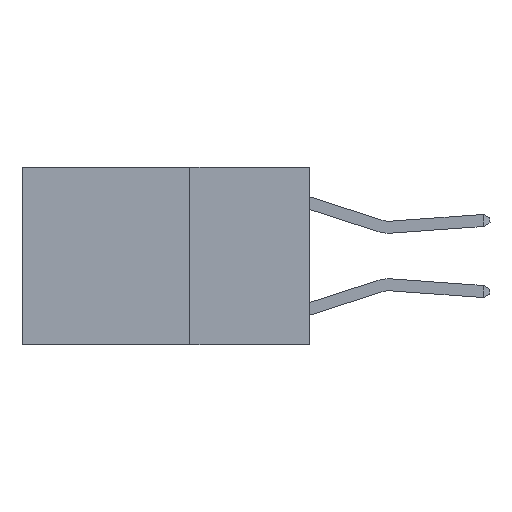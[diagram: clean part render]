
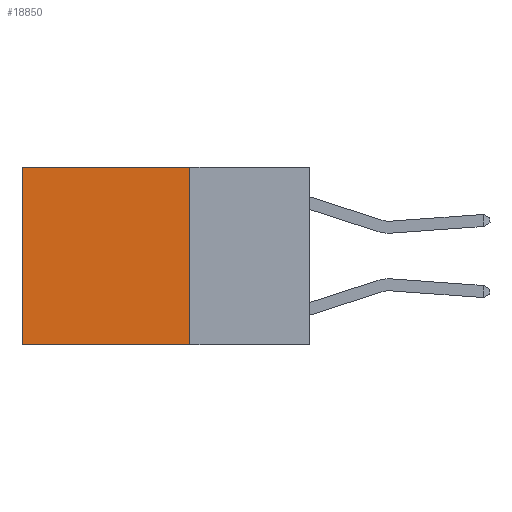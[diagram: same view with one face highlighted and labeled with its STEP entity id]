
A CAD part, left-side view. The second image highlights one B-rep face of the part: STEP entity #18850.
In plain terms, the highlighted planar face has unit normal (-1, 0, 0).
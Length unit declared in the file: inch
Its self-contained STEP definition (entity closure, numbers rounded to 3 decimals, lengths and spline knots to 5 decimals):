
#684 = ORIENTED_EDGE ( 'NONE', *, *, #11887, .F. ) ;
#686 = EDGE_CURVE ( 'NONE', #12216, #6189, #10434, .T. ) ;
#870 = CARTESIAN_POINT ( 'NONE',  ( 0.2625, 0.6, 0. ) ) ;
#1397 = DIRECTION ( 'NONE',  ( 0., 1., 0. ) ) ;
#1923 = DIRECTION ( 'NONE',  ( 0., 1., 0. ) ) ;
#2737 = LINE ( 'NONE', #870, #9545 ) ;
#3237 = CARTESIAN_POINT ( 'NONE',  ( 0.2625, 0.25, 0. ) ) ;
#4304 = DIRECTION ( 'NONE',  ( 1., 0., 0. ) ) ;
#4379 = CARTESIAN_POINT ( 'NONE',  ( 0.2625, 0.6, -0.37 ) ) ;
#5817 = DIRECTION ( 'NONE',  ( 0., 0., -1. ) ) ;
#6189 = VERTEX_POINT ( 'NONE', #4379 ) ;
#8127 = ORIENTED_EDGE ( 'NONE', *, *, #9000, .T. ) ;
#8188 = CARTESIAN_POINT ( 'NONE',  ( 0.2625, 0.25, 0. ) ) ;
#9000 = EDGE_CURVE ( 'NONE', #13839, #15521, #10680, .T. ) ;
#9172 = DIRECTION ( 'NONE',  ( 0., 0., -1. ) ) ;
#9432 = VECTOR ( 'NONE', #1923, 39.37008 ) ;
#9437 = CARTESIAN_POINT ( 'NONE',  ( 0.2625, 0.25, -0.37 ) ) ;
#9545 = VECTOR ( 'NONE', #5817, 39.37008 ) ;
#10434 = LINE ( 'NONE', #9437, #11693 ) ;
#10680 = LINE ( 'NONE', #8188, #9432 ) ;
#11693 = VECTOR ( 'NONE', #1397, 39.37008 ) ;
#11887 = EDGE_CURVE ( 'NONE', #13839, #12216, #14595, .T. ) ;
#12216 = VERTEX_POINT ( 'NONE', #14983 ) ;
#12973 = ORIENTED_EDGE ( 'NONE', *, *, #686, .F. ) ;
#13518 = DIRECTION ( 'NONE',  ( 0., 0., -1. ) ) ;
#13839 = VERTEX_POINT ( 'NONE', #3237 ) ;
#14049 = PLANE ( 'NONE',  #17391 ) ;
#14595 = LINE ( 'NONE', #18479, #16101 ) ;
#14983 = CARTESIAN_POINT ( 'NONE',  ( 0.2625, 0.25, -0.37 ) ) ;
#15093 = ORIENTED_EDGE ( 'NONE', *, *, #18145, .T. ) ;
#15521 = VERTEX_POINT ( 'NONE', #16973 ) ;
#16101 = VECTOR ( 'NONE', #13518, 39.37008 ) ;
#16630 = EDGE_LOOP ( 'NONE', ( #15093, #12973, #684, #8127 ) ) ;
#16973 = CARTESIAN_POINT ( 'NONE',  ( 0.2625, 0.6, 0. ) ) ;
#17133 = CARTESIAN_POINT ( 'NONE',  ( 0.2625, 0.25, 0. ) ) ;
#17391 = AXIS2_PLACEMENT_3D ( 'NONE', #17133, #4304, #9172 ) ;
#18145 = EDGE_CURVE ( 'NONE', #15521, #6189, #2737, .T. ) ;
#18479 = CARTESIAN_POINT ( 'NONE',  ( 0.2625, 0.25, 0. ) ) ;
#18850 = ADVANCED_FACE ( 'NONE', ( #19889 ), #14049, .F. ) ;
#19889 = FACE_OUTER_BOUND ( 'NONE', #16630, .T. ) ;
